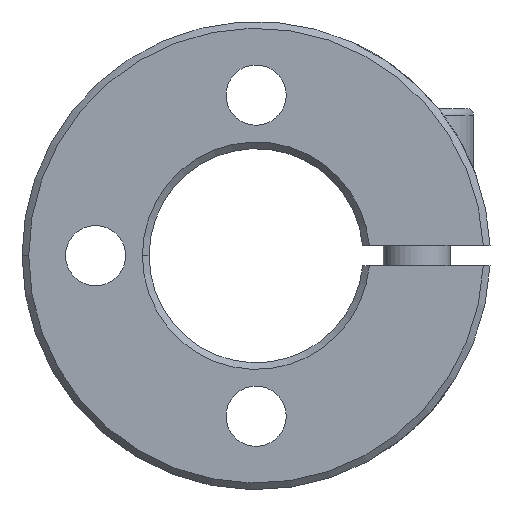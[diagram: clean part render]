
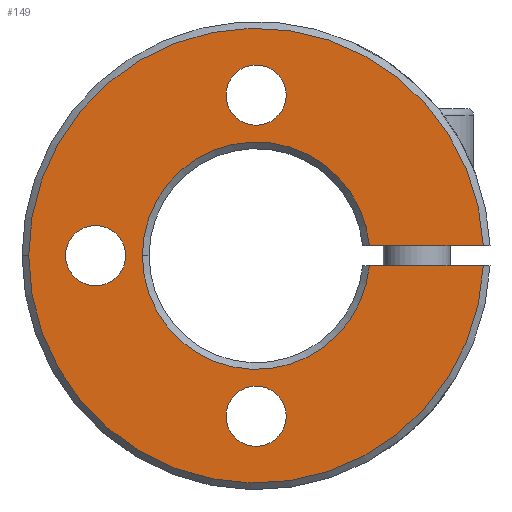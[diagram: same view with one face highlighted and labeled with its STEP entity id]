
A CAD part, left-side view. The second image highlights one B-rep face of the part: STEP entity #149.
In plain terms, the highlighted planar face has unit normal (-1, 0, 0).
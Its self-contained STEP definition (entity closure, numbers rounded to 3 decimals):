
#149 = ADVANCED_FACE( '', ( #249, #250, #251, #252 ), #253, .T. );
#249 = FACE_BOUND( '', #399, .T. );
#250 = FACE_BOUND( '', #400, .T. );
#251 = FACE_BOUND( '', #401, .T. );
#252 = FACE_OUTER_BOUND( '', #402, .T. );
#253 = PLANE( '', #403 );
#399 = EDGE_LOOP( '', ( #694, #695 ) );
#400 = EDGE_LOOP( '', ( #696, #697 ) );
#401 = EDGE_LOOP( '', ( #698, #699 ) );
#402 = EDGE_LOOP( '', ( #700, #701, #702, #703, #704, #705 ) );
#403 = AXIS2_PLACEMENT_3D( '', #706, #707, #708 );
#694 = ORIENTED_EDGE( '', *, *, #1109, .T. );
#695 = ORIENTED_EDGE( '', *, *, #1113, .T. );
#696 = ORIENTED_EDGE( '', *, *, #1105, .T. );
#697 = ORIENTED_EDGE( '', *, *, #1115, .T. );
#698 = ORIENTED_EDGE( '', *, *, #1101, .T. );
#699 = ORIENTED_EDGE( '', *, *, #1117, .T. );
#700 = ORIENTED_EDGE( '', *, *, #1139, .T. );
#701 = ORIENTED_EDGE( '', *, *, #1141, .F. );
#702 = ORIENTED_EDGE( '', *, *, #1067, .F. );
#703 = ORIENTED_EDGE( '', *, *, #1132, .T. );
#704 = ORIENTED_EDGE( '', *, *, #1140, .T. );
#705 = ORIENTED_EDGE( '', *, *, #1081, .T. );
#706 = CARTESIAN_POINT( '', ( -5., 12.75, 0. ) );
#707 = DIRECTION( '', ( -1., 0., 0. ) );
#708 = DIRECTION( '', ( 0., 1., 0. ) );
#1067 = EDGE_CURVE( '', #1251, #1247, #1253, .T. );
#1081 = EDGE_CURVE( '', #1273, #1277, #1279, .T. );
#1101 = EDGE_CURVE( '', #1315, #1312, #1316, .T. );
#1105 = EDGE_CURVE( '', #1323, #1320, #1324, .T. );
#1109 = EDGE_CURVE( '', #1331, #1328, #1332, .T. );
#1113 = EDGE_CURVE( '', #1328, #1331, #1337, .T. );
#1115 = EDGE_CURVE( '', #1320, #1323, #1339, .T. );
#1117 = EDGE_CURVE( '', #1312, #1315, #1341, .T. );
#1132 = EDGE_CURVE( '', #1251, #1359, #1361, .T. );
#1139 = EDGE_CURVE( '', #1277, #1371, #1373, .T. );
#1140 = EDGE_CURVE( '', #1359, #1273, #1374, .T. );
#1141 = EDGE_CURVE( '', #1247, #1371, #1375, .T. );
#1247 = VERTEX_POINT( '', #1548 );
#1251 = VERTEX_POINT( '', #1553 );
#1253 = CIRCLE( '', #1564, 8.5 );
#1273 = VERTEX_POINT( '', #1606 );
#1277 = VERTEX_POINT( '', #1611 );
#1279 = CIRCLE( '', #1622, 17. );
#1312 = VERTEX_POINT( '', #1770 );
#1315 = VERTEX_POINT( '', #1774 );
#1316 = CIRCLE( '', #1775, 2.25 );
#1320 = VERTEX_POINT( '', #1780 );
#1323 = VERTEX_POINT( '', #1784 );
#1324 = CIRCLE( '', #1785, 2.25 );
#1328 = VERTEX_POINT( '', #1790 );
#1331 = VERTEX_POINT( '', #1794 );
#1332 = CIRCLE( '', #1795, 2.25 );
#1337 = CIRCLE( '', #1801, 2.25 );
#1339 = CIRCLE( '', #1803, 2.25 );
#1341 = CIRCLE( '', #1805, 2.25 );
#1359 = VERTEX_POINT( '', #1873 );
#1361 = LINE( '', #1884, #1885 );
#1371 = VERTEX_POINT( '', #1916 );
#1373 = LINE( '', #1927, #1928 );
#1374 = CIRCLE( '', #1929, 17. );
#1375 = CIRCLE( '', #1930, 8.5 );
#1548 = CARTESIAN_POINT( '', ( -5., 8.5, 0. ) );
#1553 = CARTESIAN_POINT( '', ( -5., -8.467, 0.75 ) );
#1564 = AXIS2_PLACEMENT_3D( '', #2254, #2255, #2256 );
#1606 = CARTESIAN_POINT( '', ( -5., 17., 0. ) );
#1611 = CARTESIAN_POINT( '', ( -5., -16.983, -0.75 ) );
#1622 = AXIS2_PLACEMENT_3D( '', #2277, #2278, #2279 );
#1770 = CARTESIAN_POINT( '', ( -5., 0., -14.25 ) );
#1774 = CARTESIAN_POINT( '', ( -5., 0., -9.75 ) );
#1775 = AXIS2_PLACEMENT_3D( '', #2305, #2306, #2307 );
#1780 = CARTESIAN_POINT( '', ( -5., 0., 9.75 ) );
#1784 = CARTESIAN_POINT( '', ( -5., 0., 14.25 ) );
#1785 = AXIS2_PLACEMENT_3D( '', #2313, #2314, #2315 );
#1790 = CARTESIAN_POINT( '', ( -5., 12., -2.25 ) );
#1794 = CARTESIAN_POINT( '', ( -5., 12., 2.25 ) );
#1795 = AXIS2_PLACEMENT_3D( '', #2321, #2322, #2323 );
#1801 = AXIS2_PLACEMENT_3D( '', #2331, #2332, #2333 );
#1803 = AXIS2_PLACEMENT_3D( '', #2337, #2338, #2339 );
#1805 = AXIS2_PLACEMENT_3D( '', #2343, #2344, #2345 );
#1873 = CARTESIAN_POINT( '', ( -5., -16.983, 0.75 ) );
#1884 = CARTESIAN_POINT( '', ( -5., 6.375, 0.75 ) );
#1885 = VECTOR( '', #2375, 1. );
#1916 = CARTESIAN_POINT( '', ( -5., -8.467, -0.75 ) );
#1927 = CARTESIAN_POINT( '', ( -5., -2.375, -0.75 ) );
#1928 = VECTOR( '', #2379, 1. );
#1929 = AXIS2_PLACEMENT_3D( '', #2380, #2381, #2382 );
#1930 = AXIS2_PLACEMENT_3D( '', #2383, #2384, #2385 );
#2254 = CARTESIAN_POINT( '', ( -5., 0., 0. ) );
#2255 = DIRECTION( '', ( -1., 0., 0. ) );
#2256 = DIRECTION( '', ( 0., 1., 0. ) );
#2277 = CARTESIAN_POINT( '', ( -5., 0., 0. ) );
#2278 = DIRECTION( '', ( -1., 0., 0. ) );
#2279 = DIRECTION( '', ( 0., 1., 0. ) );
#2305 = CARTESIAN_POINT( '', ( -5., 0., -12. ) );
#2306 = DIRECTION( '', ( 1., 0., 0. ) );
#2307 = DIRECTION( '', ( 0., 0., -1. ) );
#2313 = CARTESIAN_POINT( '', ( -5., 0., 12. ) );
#2314 = DIRECTION( '', ( 1., 0., 0. ) );
#2315 = DIRECTION( '', ( 0., 0., -1. ) );
#2321 = CARTESIAN_POINT( '', ( -5., 12., 0. ) );
#2322 = DIRECTION( '', ( 1., 0., 0. ) );
#2323 = DIRECTION( '', ( 0., 0., -1. ) );
#2331 = CARTESIAN_POINT( '', ( -5., 12., 0. ) );
#2332 = DIRECTION( '', ( 1., 0., 0. ) );
#2333 = DIRECTION( '', ( 0., 0., -1. ) );
#2337 = CARTESIAN_POINT( '', ( -5., 0., 12. ) );
#2338 = DIRECTION( '', ( 1., 0., 0. ) );
#2339 = DIRECTION( '', ( 0., 0., -1. ) );
#2343 = CARTESIAN_POINT( '', ( -5., 0., -12. ) );
#2344 = DIRECTION( '', ( 1., 0., 0. ) );
#2345 = DIRECTION( '', ( 0., 0., -1. ) );
#2375 = DIRECTION( '', ( 0., -1., 0. ) );
#2379 = DIRECTION( '', ( 0., 1., 0. ) );
#2380 = CARTESIAN_POINT( '', ( -5., 0., 0. ) );
#2381 = DIRECTION( '', ( -1., 0., 0. ) );
#2382 = DIRECTION( '', ( 0., 1., 0. ) );
#2383 = CARTESIAN_POINT( '', ( -5., 0., 0. ) );
#2384 = DIRECTION( '', ( -1., 0., 0. ) );
#2385 = DIRECTION( '', ( 0., 1., 0. ) );
